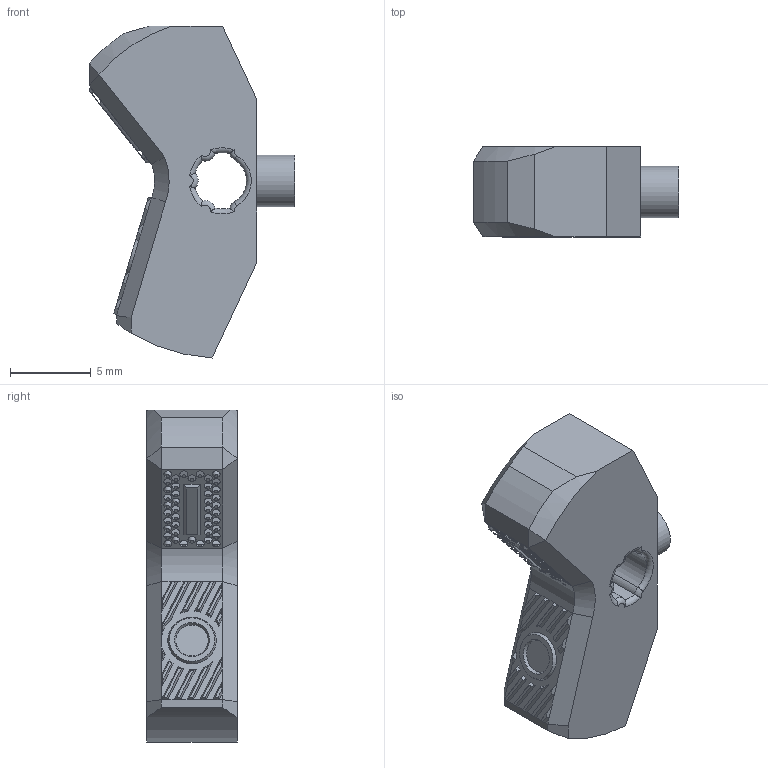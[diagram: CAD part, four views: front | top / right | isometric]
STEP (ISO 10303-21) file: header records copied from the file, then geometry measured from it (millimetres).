
FILE_DESCRIPTION(/* description */ (''),/* implementation_level */ '2;1');
FILE_NAME(/* name */ 'Switch_cap_ANY.step',/* time_stamp */ '2022-10-14T19:38:10+03:00',/* author */ (''),/* organization */ (''),/* preprocessor_version */ 'ST-DEVELOPER v19',/* originating_system */ 'Autodesk Translation Framework v11.7.0.108',/* authorisation */ '');
FILE_SCHEMA (('AUTOMOTIVE_DESIGN { 1 0 10303 214 3 1 1 }'));
Length unit declared in the file: millimetre
Products named in the file (1): iykujhfaegsrdgfhjk
Bounding box: 12.75 x 5.6 x 20.58 mm (x, y, z)
Volume: 803.1 mm3; surface area: 665.2 mm2
Topology: 1 solids, 1 shells, 226 faces, 462 edges, 286 vertices
Faces by surface type: plane 132, cone 60, torus 20, cylinder 14
Full cylindrical faces by diameter (mm): 3.2 x1
Entity records: 6086 total; most frequent: CARTESIAN_POINT 1257, DIRECTION 1036, ORIENTED_EDGE 924, EDGE_CURVE 462, AXIS2_PLACEMENT_3D 397, VERTEX_POINT 286, EDGE_LOOP 276, LINE 242
